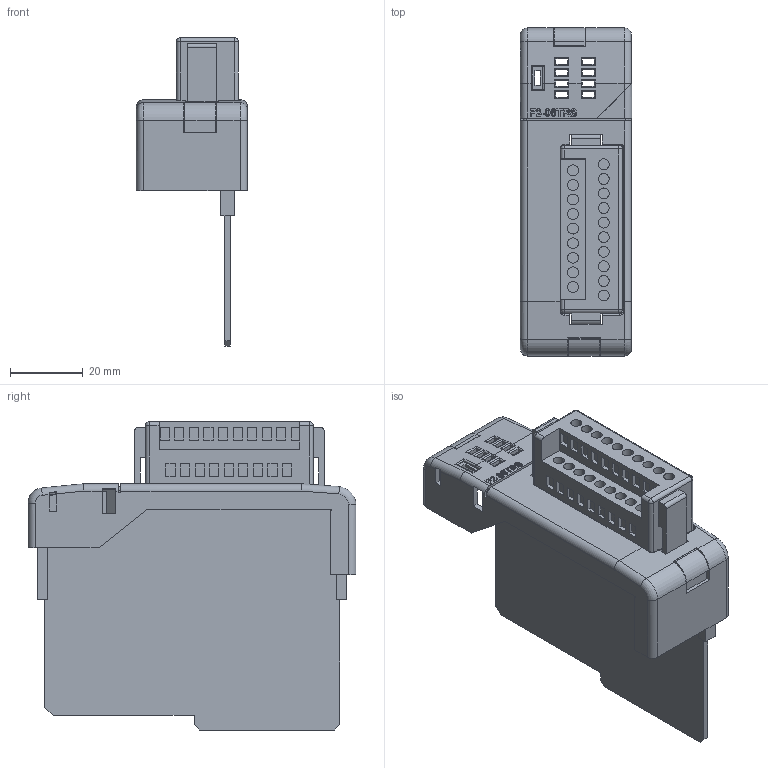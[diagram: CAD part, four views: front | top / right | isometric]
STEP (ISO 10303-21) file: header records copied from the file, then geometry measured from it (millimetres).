
FILE_DESCRIPTION (( 'STEP AP214' ), '1' );
FILE_NAME ('F2-08TRS_ModuleCase Light_NEW.STEP', '2011-02-02T13:16:13', ( ' ' ), ( ' ' ), 'SwSTEP 2.0', 'SolidWorks 2009', '' );
FILE_SCHEMA (( 'AUTOMOTIVE_DESIGN' ));
Length unit declared in the file: millimetre
Products named in the file (1): F2-08TRS_ModuleCase Light_NEW
Bounding box: 30.55 x 90 x 84.6 mm (x, y, z)
Volume: 30571.5 mm3; surface area: 32674.9 mm2
Topology: 3 solids, 3 shells, 639 faces, 1733 edges, 1127 vertices
Faces by surface type: plane 401, cylinder 158, bspline 65, torus 11, sphere 4
Entity records: 30265 total; most frequent: CARTESIAN_POINT 7561, ORIENTED_EDGE 3458, DIRECTION 2877, EDGE_CURVE 1729, VECTOR 1283, LINE 1283, VERTEX_POINT 1127, AXIS2_PLACEMENT_3D 797
